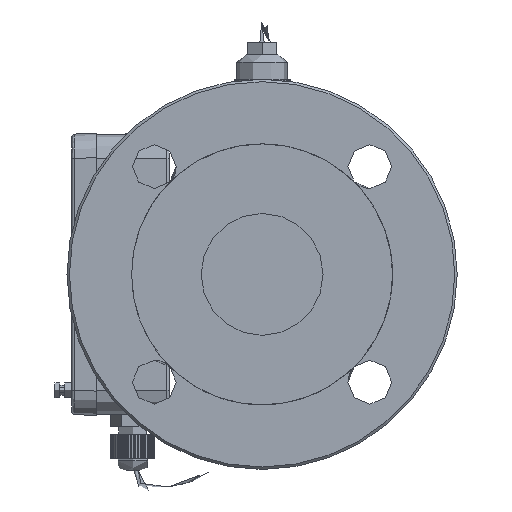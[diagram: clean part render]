
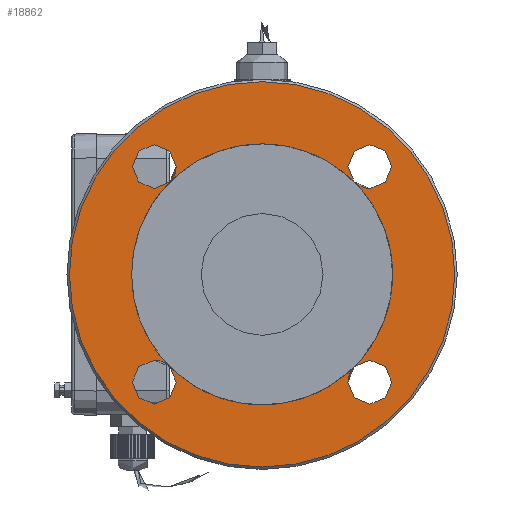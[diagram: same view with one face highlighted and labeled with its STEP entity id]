
A CAD part, left-side view. The second image highlights one B-rep face of the part: STEP entity #18862.
In plain terms, the highlighted planar face has unit normal (-1, 0, 0).
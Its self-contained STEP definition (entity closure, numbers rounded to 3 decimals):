
#471=FACE_BOUND('',#1771,.T.);
#472=FACE_BOUND('',#1772,.T.);
#473=FACE_BOUND('',#1773,.T.);
#474=FACE_BOUND('',#1774,.T.);
#475=FACE_BOUND('',#1775,.T.);
#715=FACE_OUTER_BOUND('',#1770,.T.);
#1770=EDGE_LOOP('',(#12515));
#1771=EDGE_LOOP('',(#12516));
#1772=EDGE_LOOP('',(#12517));
#1773=EDGE_LOOP('',(#12518));
#1774=EDGE_LOOP('',(#12519));
#1775=EDGE_LOOP('',(#12520));
#6854=CIRCLE('',#19978,9.);
#6855=CIRCLE('',#19980,9.);
#6856=CIRCLE('',#19982,9.);
#6857=CIRCLE('',#19984,9.);
#6863=CIRCLE('',#20001,79.);
#6864=CIRCLE('',#20002,53.5);
#7523=VERTEX_POINT('',#27580);
#7524=VERTEX_POINT('',#27583);
#7525=VERTEX_POINT('',#27586);
#7526=VERTEX_POINT('',#27589);
#7536=VERTEX_POINT('',#27628);
#7537=VERTEX_POINT('',#27630);
#9423=EDGE_CURVE('',#7523,#7523,#6854,.F.);
#9424=EDGE_CURVE('',#7524,#7524,#6855,.F.);
#9425=EDGE_CURVE('',#7525,#7525,#6856,.F.);
#9426=EDGE_CURVE('',#7526,#7526,#6857,.F.);
#9444=EDGE_CURVE('',#7536,#7536,#6863,.T.);
#9445=EDGE_CURVE('',#7537,#7537,#6864,.T.);
#12515=ORIENTED_EDGE('',*,*,#9444,.F.);
#12516=ORIENTED_EDGE('',*,*,#9445,.T.);
#12517=ORIENTED_EDGE('',*,*,#9423,.T.);
#12518=ORIENTED_EDGE('',*,*,#9424,.T.);
#12519=ORIENTED_EDGE('',*,*,#9425,.T.);
#12520=ORIENTED_EDGE('',*,*,#9426,.T.);
#17029=PLANE('',#20000);
#18862=ADVANCED_FACE('',(#715,#471,#472,#473,#474,#475),#17029,.T.);
#19978=AXIS2_PLACEMENT_3D('',#27581,#22006,#22007);
#19980=AXIS2_PLACEMENT_3D('',#27584,#22010,#22011);
#19982=AXIS2_PLACEMENT_3D('',#27587,#22014,#22015);
#19984=AXIS2_PLACEMENT_3D('',#27590,#22018,#22019);
#20000=AXIS2_PLACEMENT_3D('',#27627,#22062,#22063);
#20001=AXIS2_PLACEMENT_3D('',#27629,#22064,#22065);
#20002=AXIS2_PLACEMENT_3D('',#27631,#22066,#22067);
#22006=DIRECTION('center_axis',(-1.,0.,0.));
#22007=DIRECTION('ref_axis',(0.,-1.,0.));
#22010=DIRECTION('center_axis',(-1.,0.,0.));
#22011=DIRECTION('ref_axis',(0.,0.,1.));
#22014=DIRECTION('center_axis',(-1.,0.,0.));
#22015=DIRECTION('ref_axis',(0.,1.,0.));
#22018=DIRECTION('center_axis',(-1.,0.,0.));
#22019=DIRECTION('ref_axis',(0.,0.,-1.));
#22062=DIRECTION('center_axis',(-1.,0.,0.));
#22063=DIRECTION('ref_axis',(0.,1.,0.));
#22064=DIRECTION('center_axis',(1.,0.,0.));
#22065=DIRECTION('ref_axis',(0.,1.,0.));
#22066=DIRECTION('center_axis',(1.,0.,0.));
#22067=DIRECTION('ref_axis',(0.,1.,0.));
#27580=CARTESIAN_POINT('',(-147.,35.194,44.194));
#27581=CARTESIAN_POINT('Origin',(-147.,44.194,44.194));
#27583=CARTESIAN_POINT('',(-147.,44.194,-35.194));
#27584=CARTESIAN_POINT('Origin',(-147.,44.194,-44.194));
#27586=CARTESIAN_POINT('',(-147.,-35.194,-44.194));
#27587=CARTESIAN_POINT('Origin',(-147.,-44.194,-44.194));
#27589=CARTESIAN_POINT('',(-147.,-44.194,35.194));
#27590=CARTESIAN_POINT('Origin',(-147.,-44.194,44.194));
#27627=CARTESIAN_POINT('Origin',(-147.,0.,0.));
#27628=CARTESIAN_POINT('',(-147.,79.,0.));
#27629=CARTESIAN_POINT('Origin',(-147.,0.,0.));
#27630=CARTESIAN_POINT('',(-147.,53.5,0.));
#27631=CARTESIAN_POINT('Origin',(-147.,0.,0.));
